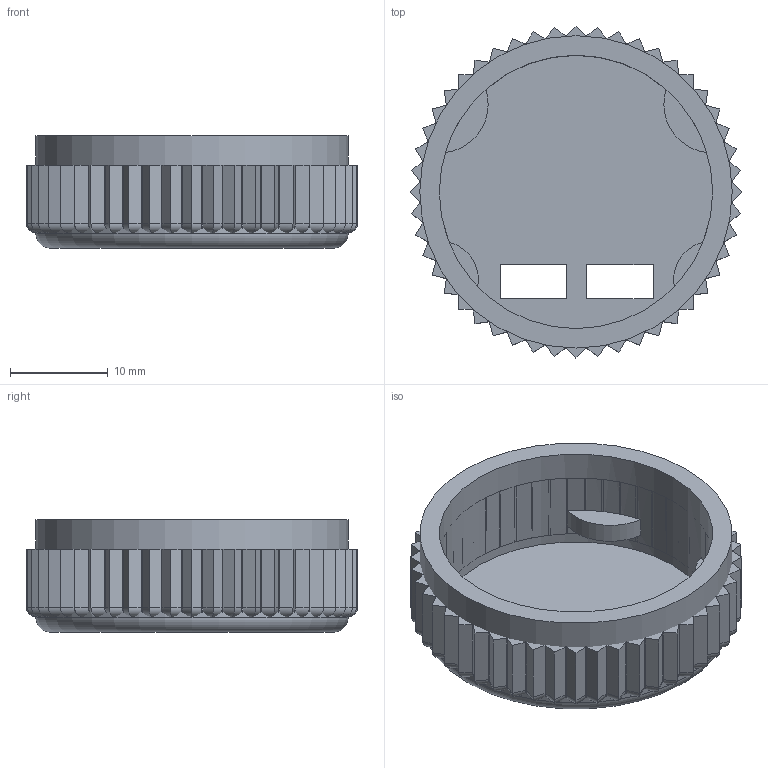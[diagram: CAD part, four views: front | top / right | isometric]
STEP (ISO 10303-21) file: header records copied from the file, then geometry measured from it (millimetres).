
FILE_DESCRIPTION(/* description */ (''),/* implementation_level */ '2;1');
FILE_NAME(/* name */ 'bottom_case.step',/* time_stamp */ '2025-06-17T19:25:11+12:00',/* author */ (''),/* organization */ (''),/* preprocessor_version */ 'ST-DEVELOPER v20.1',/* originating_system */ 'Autodesk Translation Framework v14.10.0.0',/* authorisation */ '');
FILE_SCHEMA (('AUTOMOTIVE_DESIGN { 1 0 10303 214 3 1 1 }'));
Length unit declared in the file: millimetre
Products named in the file (1): Bottom Case
Bounding box: 34 x 34 x 11.5 mm (x, y, z)
Volume: 4126.4 mm3; surface area: 7028.4 mm2
Topology: 49 solids, 49 shells, 506 faces, 1209 edges, 806 vertices
Faces by surface type: plane 403, cylinder 102, torus 1
Full cylindrical faces by diameter (mm): 28 x1, 32 x1
Entity records: 14589 total; most frequent: CARTESIAN_POINT 2522, DIRECTION 2486, ORIENTED_EDGE 2418, EDGE_CURVE 1209, LINE 946, VECTOR 946, VERTEX_POINT 806, AXIS2_PLACEMENT_3D 770
